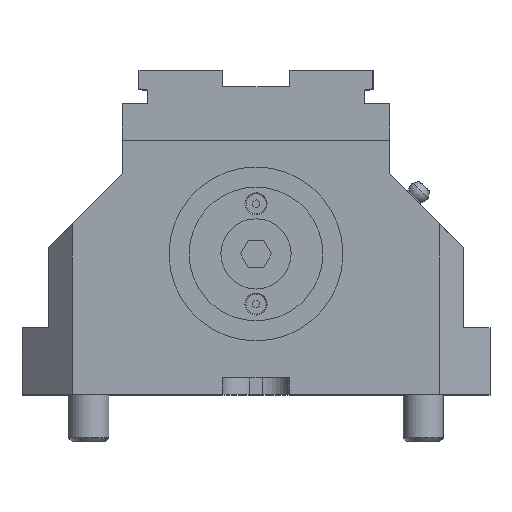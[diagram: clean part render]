
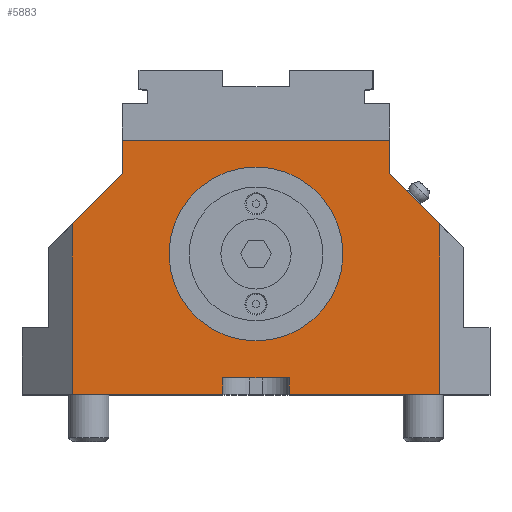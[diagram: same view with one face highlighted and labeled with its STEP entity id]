
A CAD part, top view. The second image highlights one B-rep face of the part: STEP entity #5883.
In plain terms, the highlighted planar face has unit normal (0, 0, 1).
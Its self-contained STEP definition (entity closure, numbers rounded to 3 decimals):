
#196=FACE_BOUND('',#687,.T.);
#340=FACE_OUTER_BOUND('',#686,.T.);
#686=EDGE_LOOP('',(#3688,#3689,#3690,#3691,#3692,#3693,#3694,#3695,#3696,
#3697,#3698,#3699));
#687=EDGE_LOOP('',(#3700));
#1102=CIRCLE('',#6381,10.5);
#1345=LINE('',#8643,#1822);
#1352=LINE('',#8663,#1829);
#1353=LINE('',#8665,#1830);
#1354=LINE('',#8666,#1831);
#1355=LINE('',#8668,#1832);
#1356=LINE('',#8670,#1833);
#1357=LINE('',#8672,#1834);
#1358=LINE('',#8674,#1835);
#1359=LINE('',#8676,#1836);
#1360=LINE('',#8678,#1837);
#1361=LINE('',#8680,#1838);
#1362=LINE('',#8681,#1839);
#1822=VECTOR('',#6983,10.);
#1829=VECTOR('',#7000,10.);
#1830=VECTOR('',#7001,10.);
#1831=VECTOR('',#7002,10.);
#1832=VECTOR('',#7003,10.);
#1833=VECTOR('',#7004,10.);
#1834=VECTOR('',#7005,10.);
#1835=VECTOR('',#7006,10.);
#1836=VECTOR('',#7007,10.);
#1837=VECTOR('',#7008,10.);
#1838=VECTOR('',#7009,10.);
#1839=VECTOR('',#7010,10.);
#2300=VERTEX_POINT('',#8640);
#2301=VERTEX_POINT('',#8642);
#2306=VERTEX_POINT('',#8655);
#2308=VERTEX_POINT('',#8661);
#2309=VERTEX_POINT('',#8662);
#2310=VERTEX_POINT('',#8664);
#2311=VERTEX_POINT('',#8667);
#2312=VERTEX_POINT('',#8669);
#2313=VERTEX_POINT('',#8671);
#2314=VERTEX_POINT('',#8673);
#2315=VERTEX_POINT('',#8675);
#2316=VERTEX_POINT('',#8677);
#2317=VERTEX_POINT('',#8679);
#2855=EDGE_CURVE('',#2301,#2300,#1345,.T.);
#2861=EDGE_CURVE('',#2306,#2306,#1102,.T.);
#2864=EDGE_CURVE('',#2308,#2309,#1352,.T.);
#2865=EDGE_CURVE('',#2309,#2310,#1353,.T.);
#2866=EDGE_CURVE('',#2301,#2310,#1354,.T.);
#2867=EDGE_CURVE('',#2300,#2311,#1355,.T.);
#2868=EDGE_CURVE('',#2312,#2311,#1356,.T.);
#2869=EDGE_CURVE('',#2312,#2313,#1357,.T.);
#2870=EDGE_CURVE('',#2313,#2314,#1358,.T.);
#2871=EDGE_CURVE('',#2315,#2314,#1359,.T.);
#2872=EDGE_CURVE('',#2315,#2316,#1360,.T.);
#2873=EDGE_CURVE('',#2316,#2317,#1361,.T.);
#2874=EDGE_CURVE('',#2317,#2308,#1362,.T.);
#3688=ORIENTED_EDGE('',*,*,#2864,.T.);
#3689=ORIENTED_EDGE('',*,*,#2865,.T.);
#3690=ORIENTED_EDGE('',*,*,#2866,.F.);
#3691=ORIENTED_EDGE('',*,*,#2855,.T.);
#3692=ORIENTED_EDGE('',*,*,#2867,.T.);
#3693=ORIENTED_EDGE('',*,*,#2868,.F.);
#3694=ORIENTED_EDGE('',*,*,#2869,.T.);
#3695=ORIENTED_EDGE('',*,*,#2870,.T.);
#3696=ORIENTED_EDGE('',*,*,#2871,.F.);
#3697=ORIENTED_EDGE('',*,*,#2872,.T.);
#3698=ORIENTED_EDGE('',*,*,#2873,.T.);
#3699=ORIENTED_EDGE('',*,*,#2874,.T.);
#3700=ORIENTED_EDGE('',*,*,#2861,.T.);
#5315=PLANE('',#6383);
#5883=ADVANCED_FACE('',(#340,#196),#5315,.F.);
#6381=AXIS2_PLACEMENT_3D('',#8656,#6993,#6994);
#6383=AXIS2_PLACEMENT_3D('',#8660,#6998,#6999);
#6983=DIRECTION('',(-0.707,0.707,0.));
#6993=DIRECTION('center_axis',(0.,0.,-1.));
#6994=DIRECTION('ref_axis',(0.,1.,0.));
#6998=DIRECTION('center_axis',(0.,0.,-1.));
#6999=DIRECTION('ref_axis',(-1.,0.,0.));
#7000=DIRECTION('',(0.,-1.,0.));
#7001=DIRECTION('',(1.,0.,0.));
#7002=DIRECTION('',(0.,-1.,0.));
#7003=DIRECTION('',(0.,1.,0.));
#7004=DIRECTION('',(1.,0.,0.));
#7005=DIRECTION('',(0.,-1.,0.));
#7006=DIRECTION('',(-0.707,-0.707,0.));
#7007=DIRECTION('',(0.,1.,0.));
#7008=DIRECTION('',(1.,0.,0.));
#7009=DIRECTION('',(0.,1.,0.));
#7010=DIRECTION('',(1.,0.,0.));
#8640=CARTESIAN_POINT('',(109.394,2.424,140.));
#8642=CARTESIAN_POINT('',(124.394,-12.576,140.));
#8643=CARTESIAN_POINT('',(108.394,3.424,140.));
#8655=CARTESIAN_POINT('',(69.394,-32.076,140.));
#8656=CARTESIAN_POINT('Origin',(69.394,-21.576,140.));
#8660=CARTESIAN_POINT('Origin',(102.394,-18.576,140.));
#8661=CARTESIAN_POINT('',(79.394,-58.576,140.));
#8662=CARTESIAN_POINT('',(79.394,-63.576,140.));
#8663=CARTESIAN_POINT('',(79.394,-48.576,140.));
#8664=CARTESIAN_POINT('',(124.394,-63.576,140.));
#8665=CARTESIAN_POINT('',(128.528,-63.576,140.));
#8666=CARTESIAN_POINT('',(124.394,-10.576,140.));
#8667=CARTESIAN_POINT('',(109.394,12.424,140.));
#8668=CARTESIAN_POINT('',(109.394,-10.576,140.));
#8669=CARTESIAN_POINT('',(29.394,12.424,140.));
#8670=CARTESIAN_POINT('',(-0.606,12.424,140.));
#8671=CARTESIAN_POINT('',(29.394,2.424,140.));
#8672=CARTESIAN_POINT('',(29.394,-15.576,140.));
#8673=CARTESIAN_POINT('',(14.394,-12.576,140.));
#8674=CARTESIAN_POINT('',(15.394,-11.576,140.));
#8675=CARTESIAN_POINT('',(14.394,-63.576,140.));
#8676=CARTESIAN_POINT('',(14.394,-56.576,140.));
#8677=CARTESIAN_POINT('',(59.394,-63.576,140.));
#8678=CARTESIAN_POINT('',(128.528,-63.576,140.));
#8679=CARTESIAN_POINT('',(59.394,-58.576,140.));
#8680=CARTESIAN_POINT('',(59.394,-48.576,140.));
#8681=CARTESIAN_POINT('',(69.394,-58.576,140.));
